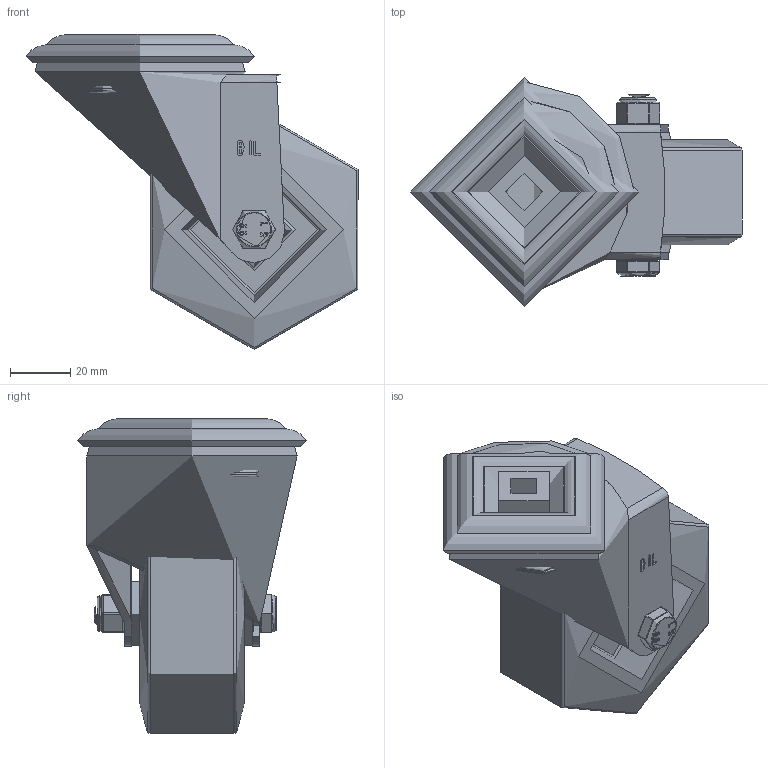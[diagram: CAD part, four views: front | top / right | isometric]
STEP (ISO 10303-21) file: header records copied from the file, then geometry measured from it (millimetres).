
FILE_DESCRIPTION(/* description */ (''),/* implementation_level */ '2;1');
FILE_NAME(/* name */ 'BZMM80SRNBH12.step',/* time_stamp */ '2024-10-09T13:09:42+01:00',/* author */ (''),/* organization */ (''),/* preprocessor_version */ 'ST-DEVELOPER v20',/* originating_system */ 'Autodesk Translation Framework v13.20.0.188',/* authorisation */ '');
FILE_SCHEMA (('AUTOMOTIVE_DESIGN { 1 0 10303 214 3 1 1 }'));
Length unit declared in the file: millimetre
Products named in the file (15): BZMM80SRNBH12; BZMM80ASBH12 v1; ZINC PLATED, PRESSED STEEL FORKS; ZINC PLATED, PRESSED STEEL TOP PLATE; BZMH80WSRN v1; 65 SHORE A ELASTIC RUBBER TYRE; NYLON RIM; HEXBOLTM8X55Z8.8 v2; GRADE 8.8 ZINC PLATED BOLT; TUBEM12X40 v1 (1); ZINC PLATED STEEL TUBE (1); NYLOCM8Z v1; NYLOC NUT; NUT; RUBBER
Assembly tree (14 placements, depth 4):
  BZMM80SRNBH12
    BZMM80ASBH12 v1
      ZINC PLATED, PRESSED STEEL FORKS
      ZINC PLATED, PRESSED STEEL TOP PLATE
    BZMH80WSRN v1
      65 SHORE A ELASTIC RUBBER TYRE
      NYLON RIM
    HEXBOLTM8X55Z8.8 v2
      GRADE 8.8 ZINC PLATED BOLT
    TUBEM12X40 v1 (1)
      ZINC PLATED STEEL TUBE (1)
    NYLOCM8Z v1
      NYLOC NUT
        NUT
        RUBBER
Bounding box: 110.64 x 76 x 105 mm (x, y, z)
Volume: 189580.2 mm3; surface area: 83190.9 mm2
Topology: 8 solids, 8 shells, 343 faces, 813 edges, 506 vertices
Faces by surface type: cylinder 127, plane 109, bspline 38, torus 28, sphere 24, cone 17
Full cylindrical faces by diameter (mm): 0.664 x2, 6.446 x7, 7.866 x13, 8 x3, 8.2 x2, 8.4 x1, 8.6 x2, 11.5 x1, 11.9 x1, 12.1 x1, 12.2 x2, 21.313 x1, 24 x3, 38 x1, 49.5 x1, 59.5 x2, 65 x1, 70 x1, 72 x1, 80 x1
Entity records: 16010 total; most frequent: CARTESIAN_POINT 7914, ORIENTED_EDGE 1614, DIRECTION 1591, EDGE_CURVE 807, AXIS2_PLACEMENT_3D 627, VERTEX_POINT 506, EDGE_LOOP 387, FACE_OUTER_BOUND 343
